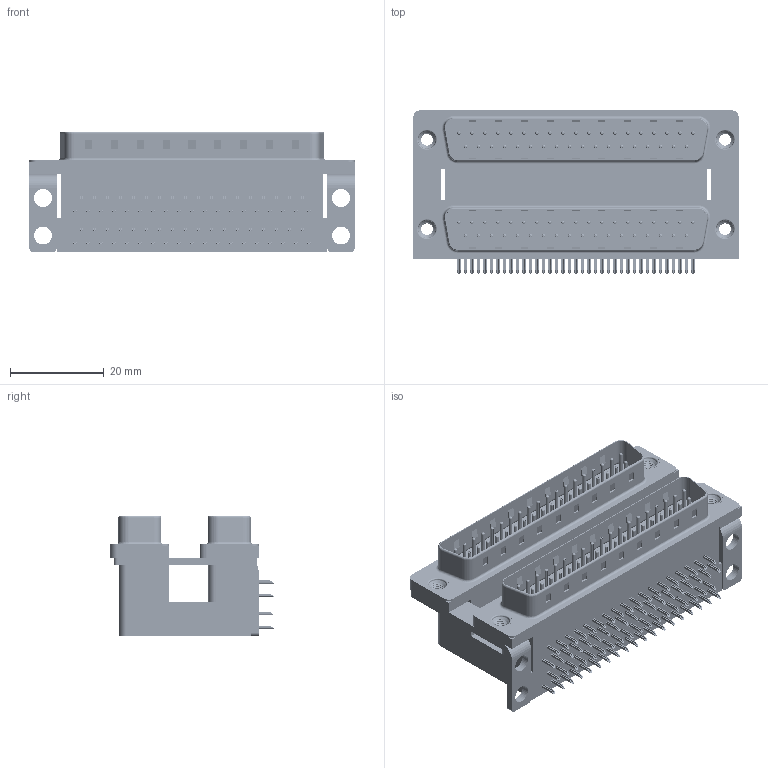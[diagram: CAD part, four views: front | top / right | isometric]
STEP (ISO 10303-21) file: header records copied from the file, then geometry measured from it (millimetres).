
FILE_DESCRIPTION (( 'STEP AP203' ), '1' );
FILE_NAME ('661-037-664-00A.STEP', '2022-06-22T15:08:36', ( '' ), ( '' ), 'SwSTEP 2.0', 'SolidWorks 2020', '' );
FILE_SCHEMA (( 'CONFIG_CONTROL_DESIGN' ));
Length unit declared in the file: millimetre
Products named in the file (11): 661 Mounting Bracket_NoneM; 661 Shell_37 Contacts; 661 Contact Top Lower; 661 Contact Bottom Lower; 661 Contact Top Upper_M; 661 Housing Upper_37 Contacts M; 661 Housing Spacer_37 Contacts M; 661-037-664-00A; 661 Threaded Rivet_M3; 661 Housing Lower_37 Contacts; 661 Contact Bottom Upper_M
Assembly tree (85 placements, depth 2):
  661-037-664-00A
    661 Housing Lower_37 Contacts
    661 Housing Spacer_37 Contacts M
    661 Housing Upper_37 Contacts M
    661 Shell_37 Contacts  x2
    661 Contact Bottom Lower  x18
    661 Contact Top Lower  x19
    661 Contact Bottom Upper_M  x18
    661 Contact Top Upper_M  x19
    661 Mounting Bracket_NoneM  x2
    661 Threaded Rivet_M3  x4
Bounding box: 69.32 x 34.78 x 25.6 mm (x, y, z)
Volume: 29218.9 mm3; surface area: 29719.4 mm2
Topology: 85 solids, 85 shells, 6586 faces, 16340 edges, 10098 vertices
Faces by surface type: plane 4250, cylinder 1802, torus 506, cone 16, bspline 12
Entity records: 50756 total; most frequent: CARTESIAN_POINT 9823, DIRECTION 7746, ORIENTED_EDGE 7644, EDGE_CURVE 3822, VECTOR 3004, LINE 3004, VERTEX_POINT 2483, AXIS2_PLACEMENT_3D 2371
